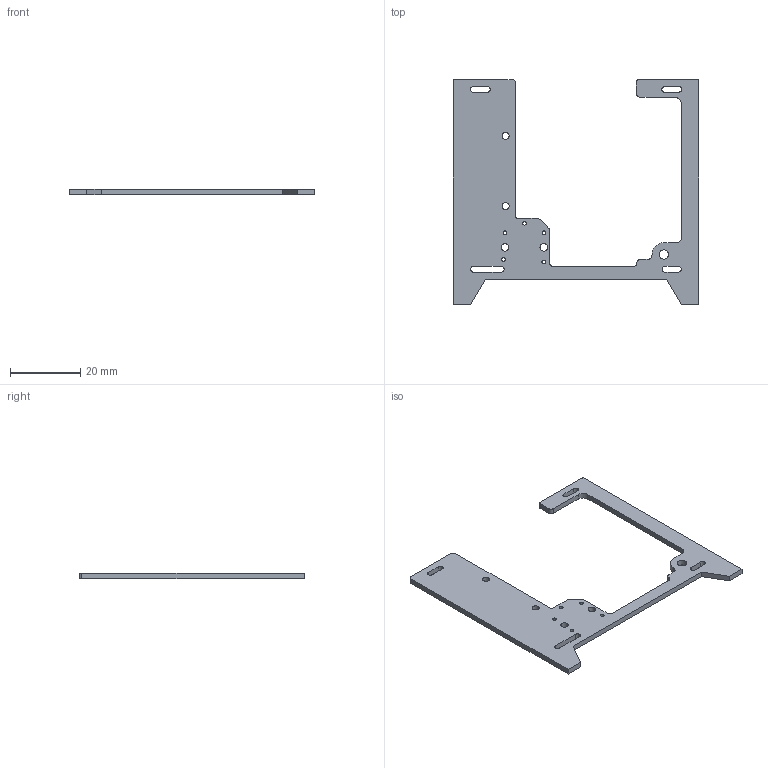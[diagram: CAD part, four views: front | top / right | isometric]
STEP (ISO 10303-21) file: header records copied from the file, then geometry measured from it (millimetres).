
FILE_DESCRIPTION(('KiCad electronic assembly'),'2;1');
FILE_NAME('TinyCore_V5_ohne_imp.step','2025-02-13T22:56:41',('Pcbnew'),( 'Kicad'),'Open CASCADE STEP processor 7.8','KiCad to STEP converter' ,'Unknown');
FILE_SCHEMA(('AUTOMOTIVE_DESIGN { 1 0 10303 214 1 1 1 1 }'));
Length unit declared in the file: millimetre
Products named in the file (2): TinyCore_V5_ohne_imp 1; _autosave-TinyCore_V2_PCB
Assembly tree (1 placements, depth 2):
  TinyCore_V5_ohne_imp 1
    _autosave-TinyCore_V2_PCB
Bounding box: 70 x 64 x 1.6 mm (x, y, z)
Volume: 2815.6 mm3; surface area: 4336.5 mm2
Topology: 1 solids, 1 shells, 85 faces, 249 edges, 166 vertices
Faces by surface type: plane 52, cylinder 33
Full cylindrical faces by diameter (mm): 1.05 x5, 2 x2, 2.15 x2, 2.7 x1
Entity records: 2922 total; most frequent: CARTESIAN_POINT 502, ORIENTED_EDGE 498, DIRECTION 489, EDGE_CURVE 249, LINE 183, VECTOR 183, VERTEX_POINT 166, AXIS2_PLACEMENT_3D 153
